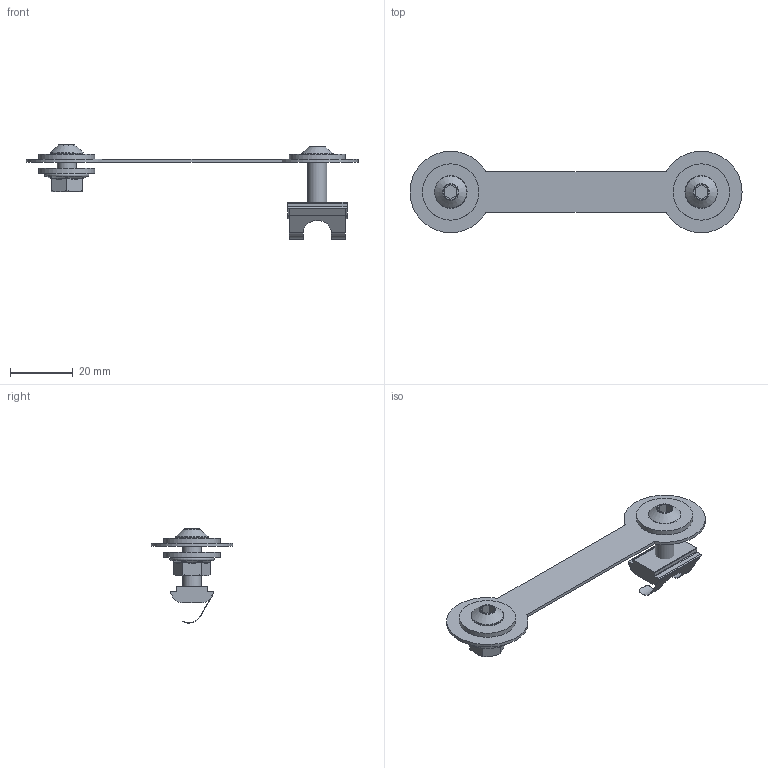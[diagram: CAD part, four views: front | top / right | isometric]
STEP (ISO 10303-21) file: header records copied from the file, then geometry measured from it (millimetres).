
FILE_DESCRIPTION(('FreeCAD Model'),'2;1');
FILE_NAME('Open CASCADE Shape Model','2024-03-20T11:01:22',(''),(''), 'Open CASCADE STEP processor 7.6','FreeCAD','Unknown');
FILE_SCHEMA(('AUTOMOTIVE_DESIGN { 1 0 10303 214 1 1 1 1 }'));
Length unit declared in the file: millimetre
Products named in the file (7): STI8-TESD; Potential equalizer; ISO 738 M6x12; DIN 9021-6-4; DIN9023 Slot M6; ISO 738 M6x20; 096166F
Assembly tree (8 placements, depth 2):
  STI8-TESD
    Potential equalizer
    ISO 738 M6x12
    DIN 9021-6-4  x3
    DIN9023 Slot M6
    ISO 738 M6x20
    096166F
Bounding box: 106 x 26 x 30.07 mm (x, y, z)
Volume: 5457.3 mm3; surface area: 8140.4 mm2
Topology: 8 solids, 8 shells, 118 faces, 271 edges, 173 vertices
Faces by surface type: plane 61, cylinder 31, cone 15, bspline 6, torus 5
Full cylindrical faces by diameter (mm): 4.917 x2, 6 x2, 6.4 x3, 6.5 x2, 18 x3
Entity records: 8375 total; most frequent: CARTESIAN_POINT 2748, DIRECTION 928, ORIENTED_EDGE 518, PCURVE 518, DEFINITIONAL_REPRESENTATION 518, LINE 491, VECTOR 491, EDGE_CURVE 259
